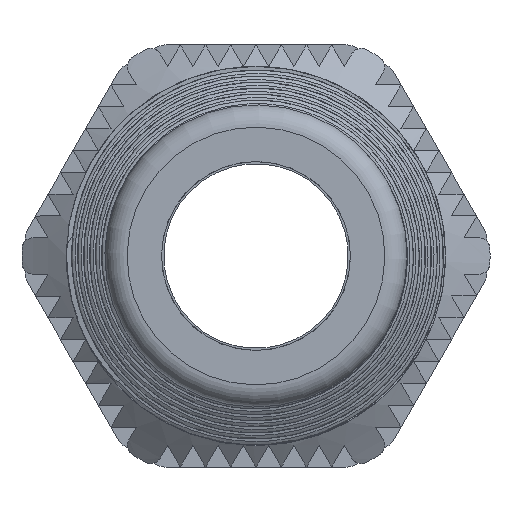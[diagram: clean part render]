
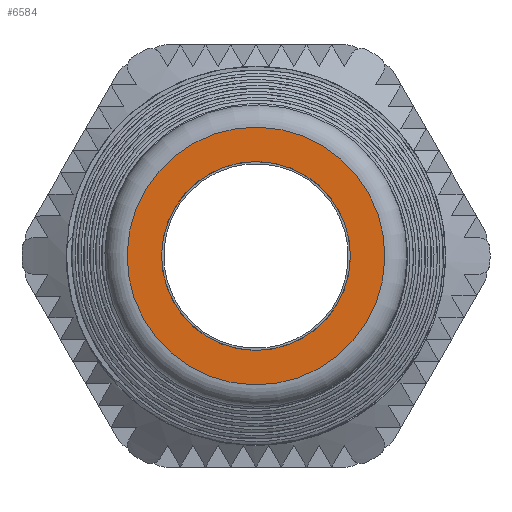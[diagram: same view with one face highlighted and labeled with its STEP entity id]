
A CAD part, left-side view. The second image highlights one B-rep face of the part: STEP entity #6584.
In plain terms, the highlighted face is planar.
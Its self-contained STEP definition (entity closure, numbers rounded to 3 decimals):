
#177=FACE_BOUND('',#2149,.T.);
#403=PLANE('',#7280);
#1744=FACE_OUTER_BOUND('',#2148,.T.);
#2148=EDGE_LOOP('',(#6156));
#2149=EDGE_LOOP('',(#6157));
#2453=CIRCLE('',#7278,5.8);
#2455=CIRCLE('',#7281,4.25);
#3244=VERTEX_POINT('',#19717);
#3246=VERTEX_POINT('',#19722);
#4217=EDGE_CURVE('',#3244,#3244,#2453,.T.);
#4219=EDGE_CURVE('',#3246,#3246,#2455,.T.);
#6156=ORIENTED_EDGE('',*,*,#4217,.F.);
#6157=ORIENTED_EDGE('',*,*,#4219,.T.);
#6584=ADVANCED_FACE('',(#1744,#177),#403,.T.);
#7278=AXIS2_PLACEMENT_3D('',#19718,#8980,#8981);
#7280=AXIS2_PLACEMENT_3D('',#19721,#8984,#8985);
#7281=AXIS2_PLACEMENT_3D('',#19723,#8986,#8987);
#8980=DIRECTION('center_axis',(-1.,0.,0.));
#8981=DIRECTION('ref_axis',(0.,0.,
-1.));
#8984=DIRECTION('center_axis',(1.,0.,0.));
#8985=DIRECTION('ref_axis',(0.,0.,-1.));
#8986=DIRECTION('center_axis',(-1.,0.,0.));
#8987=DIRECTION('ref_axis',(0.,0.,1.));
#19717=CARTESIAN_POINT('',(6.2,0.,5.8));
#19718=CARTESIAN_POINT('Origin',(6.2,0.,0.));
#19721=CARTESIAN_POINT('Origin',(6.2,0.,6.8));
#19722=CARTESIAN_POINT('',(6.2,0.,4.25));
#19723=CARTESIAN_POINT('Origin',(6.2,0.,0.));
